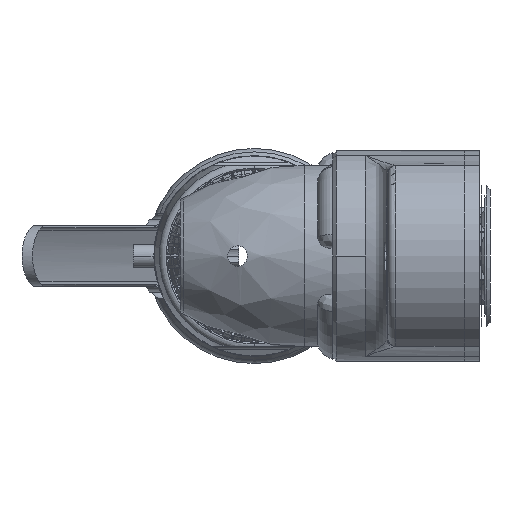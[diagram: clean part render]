
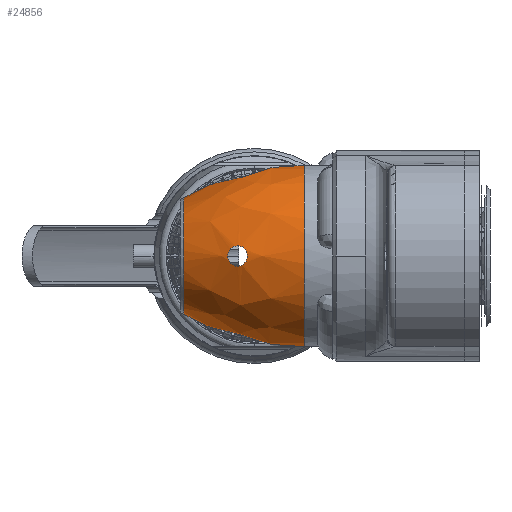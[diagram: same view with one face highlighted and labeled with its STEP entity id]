
A CAD part, left-side view. The second image highlights one B-rep face of the part: STEP entity #24856.
In plain terms, the highlighted free-form (B-spline) face has degree [3, 3] with [7, 4] control points.
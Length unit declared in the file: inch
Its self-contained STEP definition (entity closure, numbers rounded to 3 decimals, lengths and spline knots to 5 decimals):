
#13692=CARTESIAN_POINT('',(-11.37875,0.584,0.));
#13693=DIRECTION('',(0.,1.,0.));
#13694=DIRECTION('',(0.675,0.,-0.738));
#13695=AXIS2_PLACEMENT_3D('',#13692,#13693,#13694);
#13697=CARTESIAN_POINT('',(-12.02893,0.21924,0.));
#13698=CARTESIAN_POINT('',(-12.02893,0.21924,
-0.00905));
#13699=CARTESIAN_POINT('',(-12.02946,0.21661,
-0.02617));
#13700=CARTESIAN_POINT('',(-12.03207,0.20416,
-0.05114));
#13701=CARTESIAN_POINT('',(-12.03633,0.18541,
-0.06984));
#13702=CARTESIAN_POINT('',(-12.0419,0.16302,
-0.08179));
#13703=CARTESIAN_POINT('',(-12.04907,0.13687,
-0.08648));
#13704=CARTESIAN_POINT('',(-12.05693,0.11095,
-0.08227));
#13705=CARTESIAN_POINT('',(-12.06427,0.08862,
-0.0705));
#13706=CARTESIAN_POINT('',(-12.0707,0.07026,
-0.05181));
#13707=CARTESIAN_POINT('',(-12.07516,0.05807,
-0.0266));
#13708=CARTESIAN_POINT('',(-12.07612,0.05551,
-0.00914));
#13709=CARTESIAN_POINT('',(-12.07612,0.05551,0.));
#13711=CARTESIAN_POINT('',(-12.07612,0.05551,0.));
#13712=CARTESIAN_POINT('',(-12.07612,0.05551,
0.00749));
#13713=CARTESIAN_POINT('',(-12.07547,0.05726,
0.02217));
#13714=CARTESIAN_POINT('',(-12.07225,0.06601,
0.04446));
#13715=CARTESIAN_POINT('',(-12.06715,0.08032,
0.06297));
#13716=CARTESIAN_POINT('',(-12.06139,0.09731,
0.07561));
#13717=CARTESIAN_POINT('',(-12.05531,0.1162,
0.08343));
#13718=CARTESIAN_POINT('',(-12.04833,0.13953,
0.08619));
#13719=CARTESIAN_POINT('',(-12.04165,0.164,
0.08134));
#13720=CARTESIAN_POINT('',(-12.03622,0.18589,
0.06941));
#13721=CARTESIAN_POINT('',(-12.0321,0.20405,
0.05121));
#13722=CARTESIAN_POINT('',(-12.02947,0.21658,
0.02631));
#13723=CARTESIAN_POINT('',(-12.02893,0.21924,
0.00912));
#13724=CARTESIAN_POINT('',(-12.02893,0.21924,0.));
#13749=CARTESIAN_POINT('',(-11.37875,-0.416,0.));
#13750=DIRECTION('',(0.,1.,0.));
#13751=DIRECTION('',(0.659,0.,-0.752));
#13752=AXIS2_PLACEMENT_3D('',#13749,#13750,#13751);
#13796=CARTESIAN_POINT('',(-11.05072,0.584,
0.35833));
#13797=CARTESIAN_POINT('',(-11.0625,0.56458,
0.38431));
#13798=CARTESIAN_POINT('',(-11.0865,0.52426,
0.43091));
#13799=CARTESIAN_POINT('',(-11.1196,0.46455,
0.48585));
#13800=CARTESIAN_POINT('',(-11.1485,0.40573,
0.53012));
#13801=CARTESIAN_POINT('',(-11.17136,0.34875,
0.56549));
#13802=CARTESIAN_POINT('',(-11.18697,0.29361,
0.59384));
#13803=CARTESIAN_POINT('',(-11.19483,0.23649,
0.6179));
#13804=CARTESIAN_POINT('',(-11.19222,0.17338,
0.63867));
#13805=CARTESIAN_POINT('',(-11.17664,0.10557,
0.65456));
#13806=CARTESIAN_POINT('',(-11.1495,0.03439,
0.66463));
#13807=CARTESIAN_POINT('',(-11.11202,-0.04232,
0.66816));
#13808=CARTESIAN_POINT('',(-11.06587,-0.12475,
0.66355));
#13809=CARTESIAN_POINT('',(-11.01193,-0.21393,
0.64849));
#13810=CARTESIAN_POINT('',(-10.95091,-0.31034,
0.61969));
#13811=CARTESIAN_POINT('',(-10.9054,-0.38037,
0.5874));
#13812=CARTESIAN_POINT('',(-10.88207,-0.416,
0.56696));
#13871=CARTESIAN_POINT('',(-10.88207,-0.416,
-0.56696));
#13872=CARTESIAN_POINT('',(-10.90531,-0.38051,
-0.58732));
#13873=CARTESIAN_POINT('',(-10.95063,-0.31077,
-0.6195));
#13874=CARTESIAN_POINT('',(-11.0114,-0.21477,
-0.64827));
#13875=CARTESIAN_POINT('',(-11.06513,-0.126,
-0.66339));
#13876=CARTESIAN_POINT('',(-11.11118,-0.04389,
-0.66814));
#13877=CARTESIAN_POINT('',(-11.14864,0.0325,
-0.66479));
#13878=CARTESIAN_POINT('',(-11.1759,0.1033,
-0.65497));
#13879=CARTESIAN_POINT('',(-11.19186,0.1709,
-0.63935));
#13880=CARTESIAN_POINT('',(-11.19496,0.23428,
-0.61874));
#13881=CARTESIAN_POINT('',(-11.18735,0.29193,
-0.59463));
#13882=CARTESIAN_POINT('',(-11.17182,0.34745,
-0.56623));
#13883=CARTESIAN_POINT('',(-11.14896,0.40474,
-0.53081));
#13884=CARTESIAN_POINT('',(-11.11996,0.46388,
-0.48642));
#13885=CARTESIAN_POINT('',(-11.0867,0.52393,
-0.43127));
#13886=CARTESIAN_POINT('',(-11.06256,0.56447,
-0.38445));
#13887=CARTESIAN_POINT('',(-11.05072,0.584,
-0.35833));
#23225=VERTEX_POINT('',#13796);
#23226=VERTEX_POINT('',#13812);
#23229=VERTEX_POINT('',#13871);
#23230=VERTEX_POINT('',#13887);
#24794=VERTEX_POINT('',#13709);
#24795=VERTEX_POINT('',#13697);
#24812=CARTESIAN_POINT('',(-10.8207,-0.43694,
-0.50652));
#24813=CARTESIAN_POINT('',(-10.81785,-0.06938,
-0.5091));
#24814=CARTESIAN_POINT('',(-10.8883,0.28569,
-0.44516));
#24815=CARTESIAN_POINT('',(-11.02686,0.60208,
-0.3194));
#24816=CARTESIAN_POINT('',(-11.36999,-0.43694,
-1.11168));
#24817=CARTESIAN_POINT('',(-11.36994,-0.06938,
-1.11736));
#24818=CARTESIAN_POINT('',(-11.37105,0.28569,
-0.97702));
#24819=CARTESIAN_POINT('',(-11.37322,0.60208,
-0.70101));
#24820=CARTESIAN_POINT('',(-12.13239,-0.43694,
-0.81727));
#24821=CARTESIAN_POINT('',(-12.13624,-0.06938,
-0.82145));
#24822=CARTESIAN_POINT('',(-12.0411,0.28569,
-0.71828));
#24823=CARTESIAN_POINT('',(-11.85398,0.60208,
-0.51536));
#24824=CARTESIAN_POINT('',(-12.13239,-0.43694,0.));
#24825=CARTESIAN_POINT('',(-12.13624,-0.06938,0.));
#24826=CARTESIAN_POINT('',(-12.0411,0.28569,0.));
#24827=CARTESIAN_POINT('',(-11.85398,0.60208,0.));
#24828=CARTESIAN_POINT('',(-12.13239,-0.43694,
0.81727));
#24829=CARTESIAN_POINT('',(-12.13624,-0.06938,
0.82145));
#24830=CARTESIAN_POINT('',(-12.0411,0.28569,
0.71828));
#24831=CARTESIAN_POINT('',(-11.85398,0.60208,
0.51536));
#24832=CARTESIAN_POINT('',(-11.36999,-0.43694,
1.11168));
#24833=CARTESIAN_POINT('',(-11.36994,-0.06938,
1.11736));
#24834=CARTESIAN_POINT('',(-11.37105,0.28569,
0.97702));
#24835=CARTESIAN_POINT('',(-11.37322,0.60208,
0.70101));
#24836=CARTESIAN_POINT('',(-10.8207,-0.43694,
0.50652));
#24837=CARTESIAN_POINT('',(-10.81785,-0.06938,
0.5091));
#24838=CARTESIAN_POINT('',(-10.8883,0.28569,
0.44516));
#24839=CARTESIAN_POINT('',(-11.02686,0.60208,
0.3194));
#24840=(BOUNDED_SURFACE()B_SPLINE_SURFACE(3,3,((#24812,#24813,#24814,#24815),(
#24816,#24817,#24818,#24819),(#24820,#24821,#24822,#24823),(#24824,#24825,
#24826,#24827),(#24828,#24829,#24830,#24831),(#24832,#24833,#24834,#24835),(
#24836,#24837,#24838,#24839)),.UNSPECIFIED.,.F.,.F.,.F.)B_SPLINE_SURFACE_WITH_KNOTS((4,3,4),(4,4),(0.,1.,2.),(0.,1.),.UNSPECIFIED.)GEOMETRIC_REPRESENTATION_ITEM()RATIONAL_B_SPLINE_SURFACE(((1.498,1.461,
1.461,1.498),(0.859,0.838,
0.838,0.859),(0.859,0.838,
0.838,0.859),(1.498,1.461,
1.461,1.498),(0.859,0.838,
0.838,0.859),(0.859,0.838,
0.838,0.859),(1.498,1.461,
1.461,1.498)))REPRESENTATION_ITEM('')SURFACE());
#24842=ORIENTED_EDGE('',*,*,#24841,.T.);
#24844=ORIENTED_EDGE('',*,*,#24843,.F.);
#24846=ORIENTED_EDGE('',*,*,#24845,.T.);
#24847=ORIENTED_EDGE('',*,*,#24805,.T.);
#24848=EDGE_LOOP('',(#24842,#24844,#24846,#24847));
#24849=FACE_OUTER_BOUND('',#24848,.F.);
#24851=ORIENTED_EDGE('',*,*,#24850,.T.);
#24853=ORIENTED_EDGE('',*,*,#24852,.T.);
#24854=EDGE_LOOP('',(#24851,#24853));
#24855=FACE_BOUND('',#24854,.F.);
#24856=ADVANCED_FACE('',(#24849,#24855),#24840,.T.);
#13696=CIRCLE('',#13695,0.4858);
#13710=B_SPLINE_CURVE_WITH_KNOTS('',3,(#13697,#13698,#13699,#13700,#13701,
#13702,#13703,#13704,#13705,#13706,#13707,#13708,#13709),.UNSPECIFIED.,.F.,.F.,(
4,1,1,1,1,1,1,1,1,1,4),(0.,0.1,0.2,0.3,0.4,0.5,0.6,0.7,0.8,
0.9,1.),.UNSPECIFIED.);
#13725=B_SPLINE_CURVE_WITH_KNOTS('',3,(#13711,#13712,#13713,#13714,#13715,
#13716,#13717,#13718,#13719,#13720,#13721,#13722,#13723,#13724),.UNSPECIFIED.,
.F.,.F.,(4,1,1,1,1,1,1,1,1,1,1,4),(0.,0.09091,0.18182,
0.27273,0.36364,0.45455,0.54545,
0.63636,0.72727,0.81818,0.90909,1.),
.UNSPECIFIED.);
#13753=CIRCLE('',#13752,0.75375);
#13813=B_SPLINE_CURVE_WITH_KNOTS('',3,(#13796,#13797,#13798,#13799,#13800,
#13801,#13802,#13803,#13804,#13805,#13806,#13807,#13808,#13809,#13810,#13811,
#13812),.UNSPECIFIED.,.F.,.F.,(4,1,1,1,1,1,1,1,1,1,1,1,1,1,4),(0.,
0.07143,0.14286,0.21429,0.28571,
0.35714,0.42857,0.5,0.57143,0.64286,
0.71429,0.78571,0.85714,0.92857,1.),
.UNSPECIFIED.);
#13888=B_SPLINE_CURVE_WITH_KNOTS('',3,(#13871,#13872,#13873,#13874,#13875,
#13876,#13877,#13878,#13879,#13880,#13881,#13882,#13883,#13884,#13885,#13886,
#13887),.UNSPECIFIED.,.F.,.F.,(4,1,1,1,1,1,1,1,1,1,1,1,1,1,4),(0.,
0.07143,0.14286,0.21429,0.28571,
0.35714,0.42857,0.5,0.57143,0.64286,
0.71429,0.78571,0.85714,0.92857,1.),
.UNSPECIFIED.);
#24805=EDGE_CURVE('',#23230,#23225,#13696,.T.);
#24841=EDGE_CURVE('',#23225,#23226,#13813,.T.);
#24843=EDGE_CURVE('',#23229,#23226,#13753,.T.);
#24845=EDGE_CURVE('',#23229,#23230,#13888,.T.);
#24850=EDGE_CURVE('',#24795,#24794,#13710,.T.);
#24852=EDGE_CURVE('',#24794,#24795,#13725,.T.);
